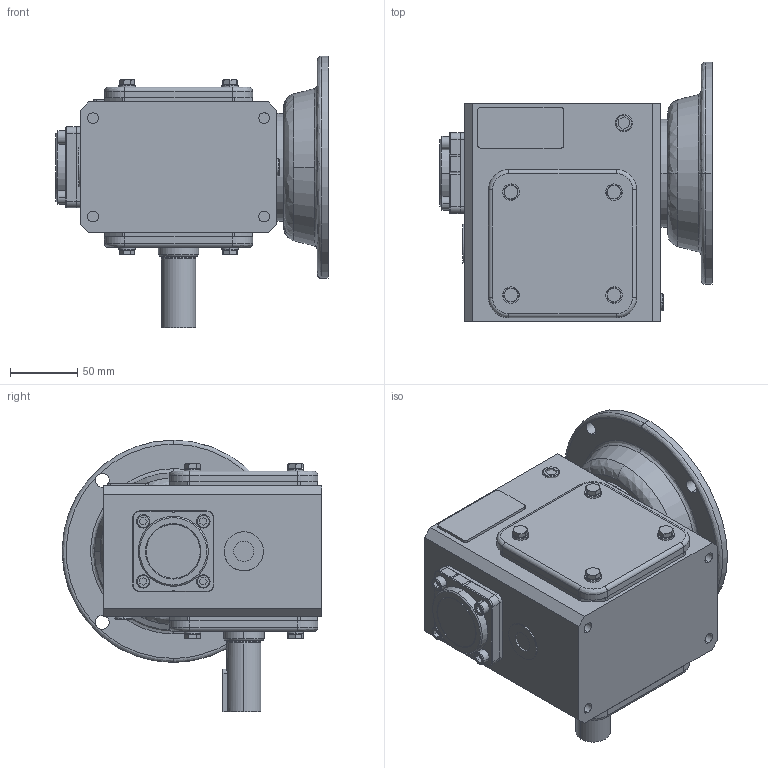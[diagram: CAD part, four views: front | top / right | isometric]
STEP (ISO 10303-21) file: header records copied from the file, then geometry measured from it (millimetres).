
FILE_DESCRIPTION (( 'STEP AP203' ), '1' );
FILE_NAME ('WG-206-040-R.step', '2016-01-28T21:54:55', ( '' ), ( '' ), 'SwSTEP 2.0', 'SolidWorks 2015', '' );
FILE_SCHEMA (( 'CONFIG_CONTROL_DESIGN' ));
Length unit declared in the file: inch
Products named in the file (1): WG-206-040-R
Bounding box: 202 x 192.81 x 201.63 mm (x, y, z)
Volume: 2814845 mm3; surface area: 263022.5 mm2
Topology: 43 solids, 43 shells, 610 faces, 1371 edges, 880 vertices
Faces by surface type: plane 300, cylinder 182, cone 95, bspline 33
Entity records: 21677 total; most frequent: CARTESIAN_POINT 8024, DIRECTION 2848, ORIENTED_EDGE 2742, EDGE_CURVE 1371, AXIS2_PLACEMENT_3D 1072, VERTEX_POINT 880, LINE 704, VECTOR 704
